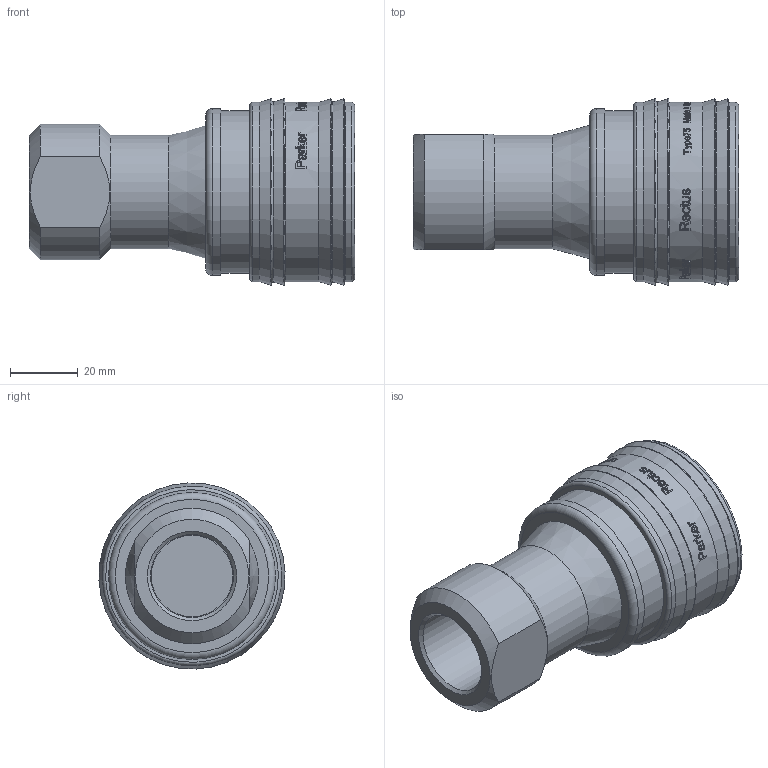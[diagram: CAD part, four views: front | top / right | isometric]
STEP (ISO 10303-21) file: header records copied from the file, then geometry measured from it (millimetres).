
FILE_DESCRIPTION((''),'2;1');
FILE_NAME('75kbiw26dpx.stp','2014-06-17T13:17:05',('IA176480'),(''),'Autodesk Inventor 2013','Autodesk Inventor 2013','');
FILE_SCHEMA(('AUTOMOTIVE_DESIGN { 1 0 10303 214 1 1 1 1 }'));
Length unit declared in the file: millimetre
Products named in the file (1): D110754
Bounding box: 96 x 54.94 x 54.94 mm (x, y, z)
Volume: 133420.4 mm3; surface area: 26364.2 mm2
Topology: 1 solids, 1 shells, 575 faces, 1524 edges, 1011 vertices
Faces by surface type: bspline 311, plane 184, cylinder 60, torus 11, cone 9
Full cylindrical faces by diameter (mm): 24 x1, 24.5 x1, 33.5 x1, 48 x1, 48.3 x1, 49.3 x1, 53 x3
Entity records: 85344 total; most frequent: CARTESIAN_POINT 72942, ORIENTED_EDGE 2984, EDGE_CURVE 1492, DIRECTION 1385, VERTEX_POINT 1008, B_SPLINE_CURVE_WITH_KNOTS 777, EDGE_LOOP 664, FACE_OUTER_BOUND 575
